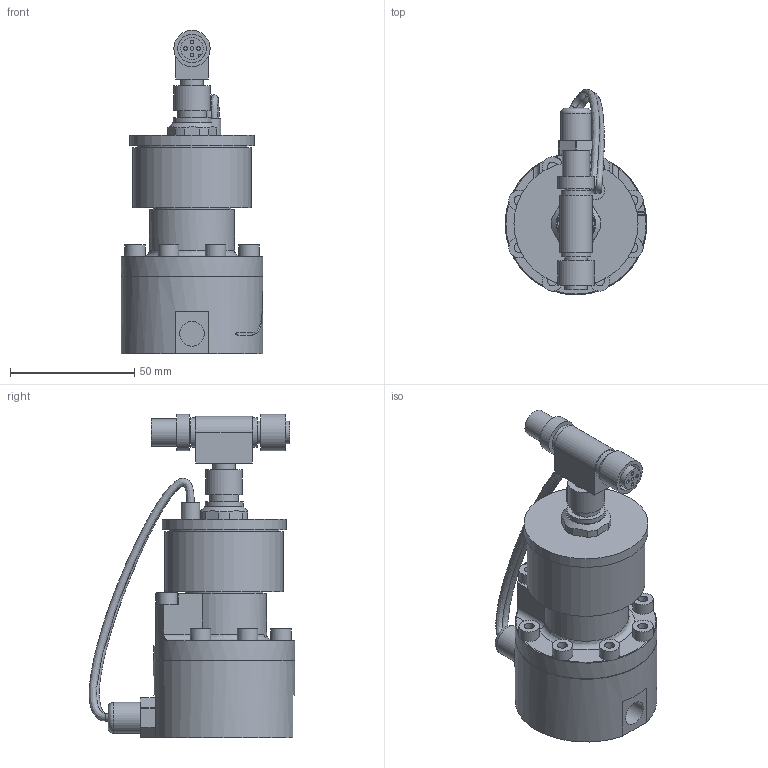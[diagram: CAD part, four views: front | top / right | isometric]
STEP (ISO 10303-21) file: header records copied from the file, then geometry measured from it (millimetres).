
FILE_DESCRIPTION(/* description */ ('STEP AP242','CAx-IF Rec.Pracs.---Representation and Presentation of Product Manufacturing Information (PMI)---4.0---2014-10-13','CAx-IF Rec.Pracs.---3D Tessellated Geometry---0.4---2014-09-14','2;1'),/* implementation_level */ '2;1');
FILE_NAME(/* name */ '65ae7ebed39f9e360c49eb83',/* time_stamp */ '2024-01-22T14:42:10Z',/* author */ (''),/* organization */ (''),/* preprocessor_version */ 'ST-DEVELOPER v19.4',/* originating_system */ ' ',/* authorisation */ ' ');
FILE_SCHEMA (('AP242_MANAGED_MODEL_BASED_3D_ENGINEERING_MIM_LF { 1 0 10303 442 1 1 4 }'));
Length unit declared in the file: metre
Products named in the file (1): upper old
Bounding box: 56.99 x 82.82 x 130.3 mm (x, y, z)
Volume: 187632.4 mm3; surface area: 35103.7 mm2
Topology: 1 solids, 1 shells, 227 faces, 504 edges, 319 vertices
Faces by surface type: plane 109, cylinder 93, torus 14, bspline 6, sphere 4, cone 1
Full cylindrical faces by diameter (mm): 1.5 x10, 4 x8, 5 x2, 7.5 x1, 8.3 x8, 9 x3, 10 x2, 11 x1, 11.5 x1, 11.6 x1, 12 x2, 12.4 x1, 14.6 x3, 15.3 x1, 31.599 x1, 44.22 x1, 47.7 x1, 50 x1, 57 x1
Entity records: 7429 total; most frequent: CARTESIAN_POINT 1834, DIRECTION 1061, ORIENTED_EDGE 864, AXIS2_PLACEMENT_3D 456, EDGE_CURVE 432, EDGE_LOOP 324, FACE_BOUND 324, VERTEX_POINT 302
